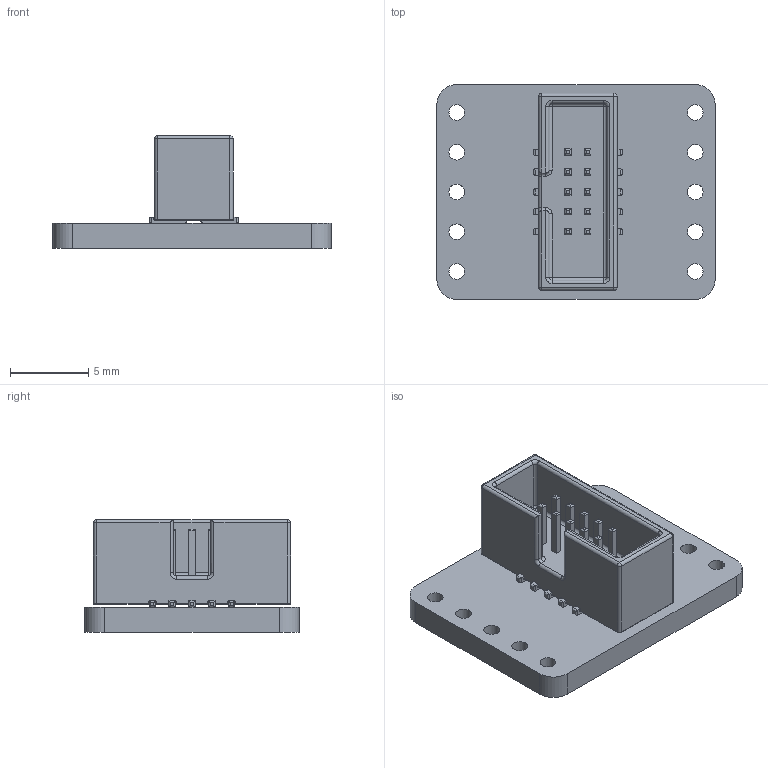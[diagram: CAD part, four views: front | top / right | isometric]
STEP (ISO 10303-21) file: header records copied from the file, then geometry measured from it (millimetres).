
FILE_DESCRIPTION(('Open CASCADE Model'),'2;1');
FILE_NAME('Open CASCADE Shape Model','2019-05-29T23:25:05',('Author'),( 'Open CASCADE'),'Open CASCADE STEP processor 6.8','Open CASCADE 6.8' ,'Unknown');
FILE_SCHEMA(('AUTOMOTIVE_DESIGN { 1 0 10303 214 1 1 1 1 }'));
Length unit declared in the file: millimetre
Products named in the file (5): PCB; Board; Open CASCADE STEP translator 6.8 4.1.1; Free-Models; IDCHeader2x5pin1.27mm
Assembly tree (4 placements, depth 3):
  PCB
    Board
      Open CASCADE STEP translator 6.8 4.1.1
    Free-Models
      IDCHeader2x5pin1.27mm
Bounding box: 17.78 x 13.72 x 7.2 mm (x, y, z)
Volume: 563.2 mm3; surface area: 1101.2 mm2
Topology: 2 solids, 2 shells, 400 faces, 994 edges, 600 vertices
Faces by surface type: cylinder 200, plane 160, torus 32, sphere 8
Full cylindrical faces by diameter (mm): 1 x12
Entity records: 13057 total; most frequent: CARTESIAN_POINT 2363, ORIENTED_EDGE 1972, DIRECTION 1896, EDGE_CURVE 986, LINE 638, VECTOR 638, AXIS2_PLACEMENT_3D 629, VERTEX_POINT 600
